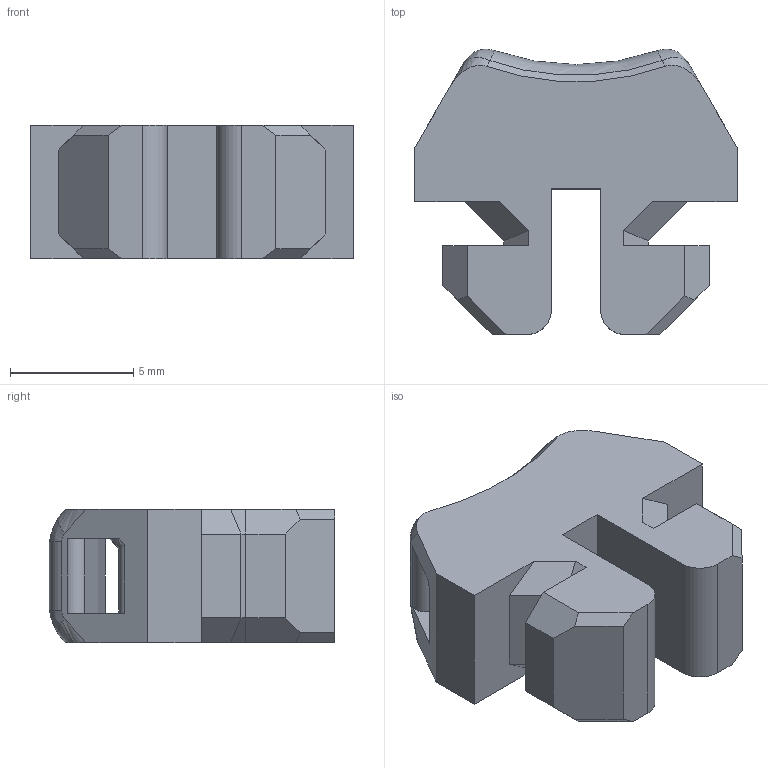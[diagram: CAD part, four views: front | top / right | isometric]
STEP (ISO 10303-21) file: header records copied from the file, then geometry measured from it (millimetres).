
FILE_DESCRIPTION(/* description */ (''),/* implementation_level */ '2;1');
FILE_NAME(/* name */ 'cable_clip_vertical v1.step',/* time_stamp */ '2020-05-18T09:52:03+09:00',/* author */ (''),/* organization */ (''),/* preprocessor_version */ 'ST-DEVELOPER v18.1',/* originating_system */ 'Autodesk Translation Framework v9.2.0.1227',/* authorisation */ '');
FILE_SCHEMA (('AUTOMOTIVE_DESIGN { 1 0 10303 214 3 1 1 }'));
Length unit declared in the file: millimetre
Products named in the file (1): cable_clip_vertical
Bounding box: 13.05 x 11.56 x 5.4 mm (x, y, z)
Volume: 491.8 mm3; surface area: 612.7 mm2
Topology: 1 solids, 1 shells, 67 faces, 183 edges, 118 vertices
Faces by surface type: plane 41, cylinder 11, bspline 10, cone 3, torus 2
Entity records: 2530 total; most frequent: CARTESIAN_POINT 862, ORIENTED_EDGE 366, DIRECTION 298, EDGE_CURVE 183, LINE 124, VECTOR 124, VERTEX_POINT 118, AXIS2_PLACEMENT_3D 87
